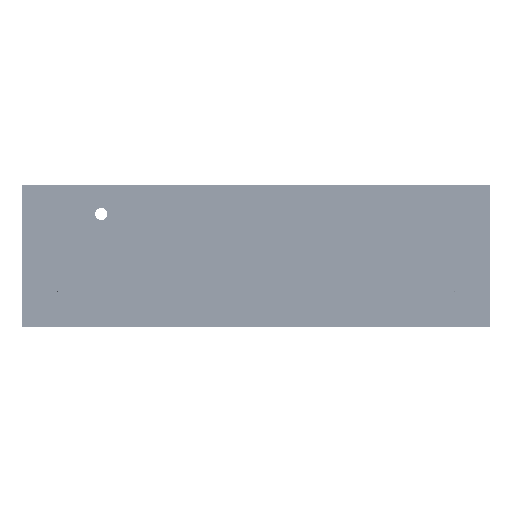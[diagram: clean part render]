
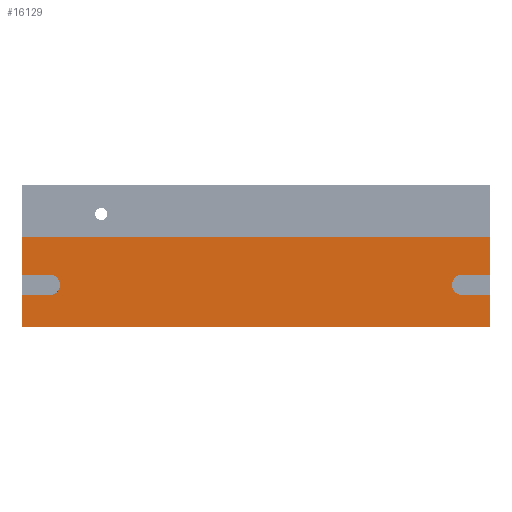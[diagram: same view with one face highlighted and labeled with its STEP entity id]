
A CAD part, left-side view. The second image highlights one B-rep face of the part: STEP entity #16129.
In plain terms, the highlighted planar face has unit normal (-1, 0, 0).
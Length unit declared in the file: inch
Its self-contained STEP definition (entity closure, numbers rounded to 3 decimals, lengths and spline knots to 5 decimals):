
#153 = DIRECTION ( 'NONE',  ( 0., 0., -1. ) ) ;
#328 = DIRECTION ( 'NONE',  ( 0., 0., -1. ) ) ;
#1212 = AXIS2_PLACEMENT_3D ( 'NONE', #47057, #2982, #54522 ) ;
#1900 = EDGE_CURVE ( 'NONE', #33628, #6430, #21820, .T. ) ;
#2982 = DIRECTION ( 'NONE',  ( 1., 0., 0. ) ) ;
#4175 = VECTOR ( 'NONE', #60297, 39.37008 ) ;
#6430 = VERTEX_POINT ( 'NONE', #75481 ) ;
#6829 = CARTESIAN_POINT ( 'NONE',  ( 0., 0., 4.25 ) ) ;
#7501 = EDGE_CURVE ( 'NONE', #95666, #40797, #56797, .T. ) ;
#7616 = CARTESIAN_POINT ( 'NONE',  ( 0., 0.291, 2. ) ) ;
#7628 = VECTOR ( 'NONE', #48392, 39.37008 ) ;
#8795 = ORIENTED_EDGE ( 'NONE', *, *, #89787, .T. ) ;
#10434 = VECTOR ( 'NONE', #49381, 39.37008 ) ;
#10935 = VERTEX_POINT ( 'NONE', #94996 ) ;
#11144 = EDGE_CURVE ( 'NONE', #80940, #13496, #23164, .T. ) ;
#11243 = ORIENTED_EDGE ( 'NONE', *, *, #41748, .T. ) ;
#13417 = EDGE_CURVE ( 'NONE', #40797, #85995, #58450, .T. ) ;
#13496 = VERTEX_POINT ( 'NONE', #34759 ) ;
#14410 = EDGE_CURVE ( 'NONE', #42150, #39473, #23611, .T. ) ;
#14599 = ORIENTED_EDGE ( 'NONE', *, *, #64309, .T. ) ;
#15182 = DIRECTION ( 'NONE',  ( 0., 1., 0. ) ) ;
#16129 = ADVANCED_FACE ( 'NONE', ( #76075 ), #56534, .T. ) ;
#16823 = ORIENTED_EDGE ( 'NONE', *, *, #19598, .T. ) ;
#17046 = VECTOR ( 'NONE', #50182, 39.37008 ) ;
#17469 = LINE ( 'NONE', #95943, #74707 ) ;
#17697 = ORIENTED_EDGE ( 'NONE', *, *, #59117, .T. ) ;
#19598 = EDGE_CURVE ( 'NONE', #85611, #80940, #92375, .T. ) ;
#19783 = AXIS2_PLACEMENT_3D ( 'NONE', #35621, #35541, #35435 ) ;
#21820 = LINE ( 'NONE', #49501, #10434 ) ;
#22933 = CARTESIAN_POINT ( 'NONE',  ( 0., 0.82, 4.25 ) ) ;
#23164 = LINE ( 'NONE', #81454, #57986 ) ;
#23611 = LINE ( 'NONE', #85744, #4175 ) ;
#27659 = CIRCLE ( 'NONE', #1212, 0.094 ) ;
#28376 = DIRECTION ( 'NONE',  ( 0., 0., 1. ) ) ;
#30391 = VECTOR ( 'NONE', #328, 39.37008 ) ;
#30831 = CARTESIAN_POINT ( 'NONE',  ( 0., 0.479, 4. ) ) ;
#31167 = VECTOR ( 'NONE', #15182, 39.37008 ) ;
#33468 = CARTESIAN_POINT ( 'NONE',  ( 0., 0.291, 0. ) ) ;
#33628 = VERTEX_POINT ( 'NONE', #6829 ) ;
#33921 = ORIENTED_EDGE ( 'NONE', *, *, #1900, .T. ) ;
#34759 = CARTESIAN_POINT ( 'NONE',  ( 0., 0.479, 0.25 ) ) ;
#35435 = DIRECTION ( 'NONE',  ( 0., 0., -1. ) ) ;
#35541 = DIRECTION ( 'NONE',  ( 1., 0., 0. ) ) ;
#35621 = CARTESIAN_POINT ( 'NONE',  ( 0., 0.385, 4. ) ) ;
#37668 = DIRECTION ( 'NONE',  ( 0., 0., 1. ) ) ;
#38306 = ORIENTED_EDGE ( 'NONE', *, *, #52171, .F. ) ;
#39063 = LINE ( 'NONE', #65262, #17046 ) ;
#39473 = VERTEX_POINT ( 'NONE', #87327 ) ;
#40692 = CARTESIAN_POINT ( 'NONE',  ( 0., 0.479, 2.125 ) ) ;
#40797 = VERTEX_POINT ( 'NONE', #30831 ) ;
#41283 = EDGE_CURVE ( 'NONE', #6430, #87096, #90377, .T. ) ;
#41727 = CARTESIAN_POINT ( 'NONE',  ( 0., 0.291, 4. ) ) ;
#41748 = EDGE_CURVE ( 'NONE', #39473, #33628, #17469, .T. ) ;
#42150 = VERTEX_POINT ( 'NONE', #33468 ) ;
#44256 = DIRECTION ( 'NONE',  ( 1., 0., 0. ) ) ;
#47057 = CARTESIAN_POINT ( 'NONE',  ( 0., 0.385, 4. ) ) ;
#48083 = AXIS2_PLACEMENT_3D ( 'NONE', #89413, #44256, #153 ) ;
#48392 = DIRECTION ( 'NONE',  ( 0., 0., 1. ) ) ;
#49078 = ORIENTED_EDGE ( 'NONE', *, *, #75399, .T. ) ;
#49381 = DIRECTION ( 'NONE',  ( 0., 1., 0. ) ) ;
#49501 = CARTESIAN_POINT ( 'NONE',  ( 0., 0.82, 4.25 ) ) ;
#50182 = DIRECTION ( 'NONE',  ( 0., 0., -1. ) ) ;
#52154 = VECTOR ( 'NONE', #59244, 39.37008 ) ;
#52171 = EDGE_CURVE ( 'NONE', #85611, #80313, #94107, .T. ) ;
#54522 = DIRECTION ( 'NONE',  ( 0., 0., -1. ) ) ;
#54705 = CARTESIAN_POINT ( 'NONE',  ( 0., 0.479, 0. ) ) ;
#55426 = DIRECTION ( 'NONE',  ( 0., 0., 1. ) ) ;
#55452 = DIRECTION ( 'NONE',  ( -1., 0., 0. ) ) ;
#55531 = CARTESIAN_POINT ( 'NONE',  ( 0., 0., 0. ) ) ;
#56534 = PLANE ( 'NONE',  #85586 ) ;
#56797 = CIRCLE ( 'NONE', #19783, 0.094 ) ;
#57986 = VECTOR ( 'NONE', #81021, 39.37008 ) ;
#58450 = LINE ( 'NONE', #40692, #76312 ) ;
#59117 = EDGE_CURVE ( 'NONE', #85995, #80313, #88825, .T. ) ;
#59244 = DIRECTION ( 'NONE',  ( 0., -1., 0. ) ) ;
#59483 = CARTESIAN_POINT ( 'NONE',  ( 0., 0.82, 0. ) ) ;
#60297 = DIRECTION ( 'NONE',  ( 0., -1., 0. ) ) ;
#60693 = ORIENTED_EDGE ( 'NONE', *, *, #13417, .T. ) ;
#64309 = EDGE_CURVE ( 'NONE', #10935, #42150, #39063, .T. ) ;
#65262 = CARTESIAN_POINT ( 'NONE',  ( 0., 0.291, 0. ) ) ;
#68913 = ORIENTED_EDGE ( 'NONE', *, *, #11144, .T. ) ;
#72772 = CARTESIAN_POINT ( 'NONE',  ( 0., 0.479, 4.25 ) ) ;
#74707 = VECTOR ( 'NONE', #28376, 39.37008 ) ;
#75399 = EDGE_CURVE ( 'NONE', #13496, #10935, #76487, .T. ) ;
#75481 = CARTESIAN_POINT ( 'NONE',  ( 0., 0.291, 4.25 ) ) ;
#76075 = FACE_OUTER_BOUND ( 'NONE', #81451, .T. ) ;
#76312 = VECTOR ( 'NONE', #37668, 39.37008 ) ;
#76487 = CIRCLE ( 'NONE', #48083, 0.094 ) ;
#76731 = CARTESIAN_POINT ( 'NONE',  ( 0., 0.82, 4.25 ) ) ;
#76947 = ORIENTED_EDGE ( 'NONE', *, *, #14410, .T. ) ;
#80313 = VERTEX_POINT ( 'NONE', #76731 ) ;
#80940 = VERTEX_POINT ( 'NONE', #54705 ) ;
#81021 = DIRECTION ( 'NONE',  ( 0., 0., 1. ) ) ;
#81451 = EDGE_LOOP ( 'NONE', ( #14599, #76947, #11243, #33921, #92186, #8795, #94375, #60693, #17697, #38306, #16823, #68913, #49078 ) ) ;
#81454 = CARTESIAN_POINT ( 'NONE',  ( 0., 0.479, 0.125 ) ) ;
#82924 = CARTESIAN_POINT ( 'NONE',  ( 0., 0.82, 0. ) ) ;
#85586 = AXIS2_PLACEMENT_3D ( 'NONE', #55531, #55452, #55426 ) ;
#85611 = VERTEX_POINT ( 'NONE', #82924 ) ;
#85744 = CARTESIAN_POINT ( 'NONE',  ( 0., 0.82, 0. ) ) ;
#85995 = VERTEX_POINT ( 'NONE', #72772 ) ;
#86095 = CARTESIAN_POINT ( 'NONE',  ( 0., 0.82, 0. ) ) ;
#87096 = VERTEX_POINT ( 'NONE', #41727 ) ;
#87327 = CARTESIAN_POINT ( 'NONE',  ( 0., 0., 0. ) ) ;
#88825 = LINE ( 'NONE', #22933, #31167 ) ;
#89413 = CARTESIAN_POINT ( 'NONE',  ( 0., 0.385, 0.25 ) ) ;
#89787 = EDGE_CURVE ( 'NONE', #87096, #95666, #27659, .T. ) ;
#90245 = CARTESIAN_POINT ( 'NONE',  ( 0., 0.385, 3.906 ) ) ;
#90377 = LINE ( 'NONE', #7616, #30391 ) ;
#92186 = ORIENTED_EDGE ( 'NONE', *, *, #41283, .T. ) ;
#92375 = LINE ( 'NONE', #59483, #52154 ) ;
#94107 = LINE ( 'NONE', #86095, #7628 ) ;
#94375 = ORIENTED_EDGE ( 'NONE', *, *, #7501, .T. ) ;
#94996 = CARTESIAN_POINT ( 'NONE',  ( 0., 0.291, 0.25 ) ) ;
#95666 = VERTEX_POINT ( 'NONE', #90245 ) ;
#95943 = CARTESIAN_POINT ( 'NONE',  ( 0., 0., 0. ) ) ;
